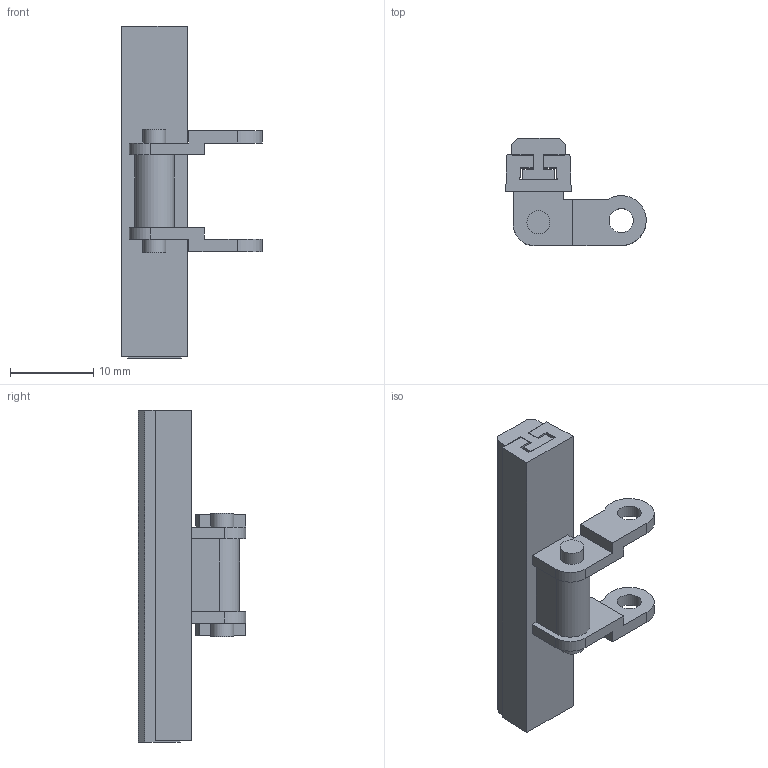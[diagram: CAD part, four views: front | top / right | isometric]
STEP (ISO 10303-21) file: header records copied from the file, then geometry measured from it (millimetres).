
FILE_DESCRIPTION(/* description */ (''),/* implementation_level */ '2;1');
FILE_NAME(/* name */ 'Tetrix_736468.iam.stp',/* time_stamp */ '2014-12-18T17:49:19-08:00',/* author */ ('Autodesk Inc.'),/* organization */ ('Autodesk Inc.'),/* preprocessor_version */ 'ST-DEVELOPER v15.6',/* originating_system */ 'Autodesk Inventor 2015',/* authorisation */ '');
FILE_SCHEMA (('AUTOMOTIVE_DESIGN { 1 0 10303 214 3 1 1 }'));
Length unit declared in the file: millimetre
Products named in the file (3): Tetrix_736468_Link; Tetrix_736468_Insert; Tetrix_736468
Assembly tree (2 placements, depth 2):
  Tetrix_736468
    Tetrix_736468_Link
    Tetrix_736468_Insert
Bounding box: 16.85 x 12.85 x 39.8 mm (x, y, z)
Volume: 2250.4 mm3; surface area: 3154.6 mm2
Topology: 2 solids, 2 shells, 71 faces, 192 edges, 128 vertices
Faces by surface type: plane 58, cylinder 13
Full cylindrical faces by diameter (mm): 2.76 x2, 2.9 x2
Entity records: 2287 total; most frequent: CARTESIAN_POINT 392, ORIENTED_EDGE 376, DIRECTION 374, EDGE_CURVE 188, LINE 154, VECTOR 154, VERTEX_POINT 128, AXIS2_PLACEMENT_3D 110
